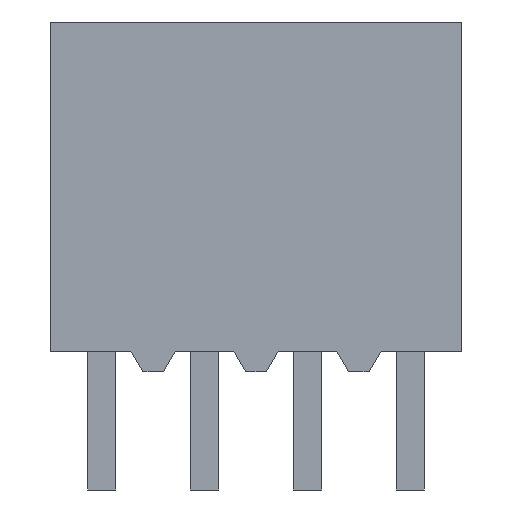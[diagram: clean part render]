
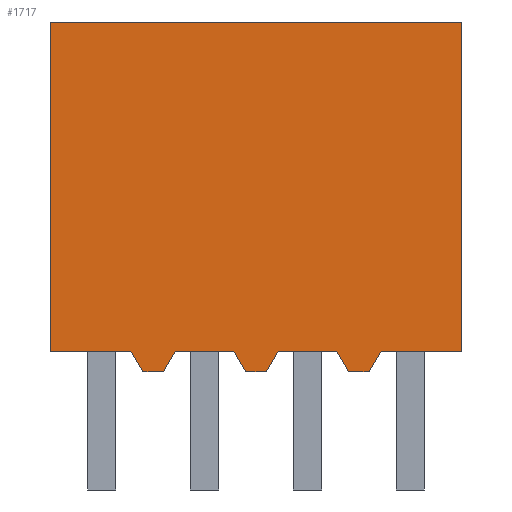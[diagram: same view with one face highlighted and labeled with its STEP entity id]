
A CAD part, front view. The second image highlights one B-rep face of the part: STEP entity #1717.
In plain terms, the highlighted planar face has unit normal (0, -1, 0).
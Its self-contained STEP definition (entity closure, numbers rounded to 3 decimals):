
#76=DIRECTION('',(-1.,0.,0.));
#77=VECTOR('',#76,10.16);
#78=CARTESIAN_POINT('',(5.08,-1.778,0.));
#79=LINE('',#78,#77);
#204=DIRECTION('',(-1.,0.,0.));
#205=VECTOR('',#204,1.993);
#206=CARTESIAN_POINT('',(5.08,-1.778,-8.128));
#207=LINE('',#206,#205);
#268=DIRECTION('',(-1.,0.,0.));
#269=VECTOR('',#268,1.993);
#270=CARTESIAN_POINT('',(-3.087,-1.778,-8.128));
#271=LINE('',#270,#269);
#284=DIRECTION('',(-1.,0.,0.));
#285=VECTOR('',#284,1.445);
#286=CARTESIAN_POINT('',(-0.547,-1.778,-8.128));
#287=LINE('',#286,#285);
#300=DIRECTION('',(-1.,0.,0.));
#301=VECTOR('',#300,1.445);
#302=CARTESIAN_POINT('',(1.993,-1.778,-8.128));
#303=LINE('',#302,#301);
#384=DIRECTION('',(0.5,0.,0.866));
#385=VECTOR('',#384,0.587);
#386=CARTESIAN_POINT('',(2.794,-1.778,-8.636));
#387=LINE('',#386,#385);
#388=DIRECTION('',(1.,0.,0.));
#389=VECTOR('',#388,0.508);
#390=CARTESIAN_POINT('',(2.286,-1.778,-8.636));
#391=LINE('',#390,#389);
#392=DIRECTION('',(0.5,0.,-0.866));
#393=VECTOR('',#392,0.587);
#394=CARTESIAN_POINT('',(1.993,-1.778,-8.128));
#395=LINE('',#394,#393);
#396=DIRECTION('',(0.5,0.,0.866));
#397=VECTOR('',#396,0.587);
#398=CARTESIAN_POINT('',(0.254,-1.778,-8.636));
#399=LINE('',#398,#397);
#400=DIRECTION('',(1.,0.,0.));
#401=VECTOR('',#400,0.508);
#402=CARTESIAN_POINT('',(-0.254,-1.778,-8.636));
#403=LINE('',#402,#401);
#404=DIRECTION('',(0.5,0.,-0.866));
#405=VECTOR('',#404,0.587);
#406=CARTESIAN_POINT('',(-0.547,-1.778,-8.128));
#407=LINE('',#406,#405);
#408=DIRECTION('',(0.5,0.,0.866));
#409=VECTOR('',#408,0.587);
#410=CARTESIAN_POINT('',(-2.286,-1.778,-8.636));
#411=LINE('',#410,#409);
#412=DIRECTION('',(1.,0.,0.));
#413=VECTOR('',#412,0.508);
#414=CARTESIAN_POINT('',(-2.794,-1.778,-8.636));
#415=LINE('',#414,#413);
#416=DIRECTION('',(0.5,0.,-0.866));
#417=VECTOR('',#416,0.587);
#418=CARTESIAN_POINT('',(-3.087,-1.778,-8.128));
#419=LINE('',#418,#417);
#420=DIRECTION('',(0.,0.,-1.));
#421=VECTOR('',#420,8.128);
#422=CARTESIAN_POINT('',(5.08,-1.778,0.));
#423=LINE('',#422,#421);
#472=DIRECTION('',(0.,0.,-1.));
#473=VECTOR('',#472,8.128);
#474=CARTESIAN_POINT('',(-5.08,-1.778,0.));
#475=LINE('',#474,#473);
#1113=CARTESIAN_POINT('',(5.08,-1.778,0.));
#1115=VERTEX_POINT('',#1113);
#1116=CARTESIAN_POINT('',(-5.08,-1.778,0.));
#1117=VERTEX_POINT('',#1116);
#1121=CARTESIAN_POINT('',(5.08,-1.778,-8.128));
#1123=VERTEX_POINT('',#1121);
#1124=CARTESIAN_POINT('',(-5.08,-1.778,-8.128));
#1126=VERTEX_POINT('',#1124);
#1160=CARTESIAN_POINT('',(-2.794,-1.778,-8.636));
#1161=CARTESIAN_POINT('',(-2.286,-1.778,-8.636));
#1162=VERTEX_POINT('',#1160);
#1163=VERTEX_POINT('',#1161);
#1168=CARTESIAN_POINT('',(-3.087,-1.778,-8.128));
#1169=VERTEX_POINT('',#1168);
#1170=CARTESIAN_POINT('',(-1.993,-1.778,-8.128));
#1171=VERTEX_POINT('',#1170);
#1264=CARTESIAN_POINT('',(-0.254,-1.778,-8.636));
#1265=CARTESIAN_POINT('',(0.254,-1.778,-8.636));
#1266=VERTEX_POINT('',#1264);
#1267=VERTEX_POINT('',#1265);
#1276=CARTESIAN_POINT('',(0.547,-1.778,-8.128));
#1277=VERTEX_POINT('',#1276);
#1278=CARTESIAN_POINT('',(-0.547,-1.778,-8.128));
#1279=VERTEX_POINT('',#1278);
#1416=CARTESIAN_POINT('',(2.286,-1.778,-8.636));
#1417=CARTESIAN_POINT('',(2.794,-1.778,-8.636));
#1418=VERTEX_POINT('',#1416);
#1419=VERTEX_POINT('',#1417);
#1428=CARTESIAN_POINT('',(3.087,-1.778,-8.128));
#1429=VERTEX_POINT('',#1428);
#1430=CARTESIAN_POINT('',(1.993,-1.778,-8.128));
#1431=VERTEX_POINT('',#1430);
#1685=CARTESIAN_POINT('',(5.08,-1.778,0.));
#1686=DIRECTION('',(0.,-1.,0.));
#1687=DIRECTION('',(-1.,0.,0.));
#1688=AXIS2_PLACEMENT_3D('',#1685,#1686,#1687);
#1689=PLANE('',#1688);
#1690=ORIENTED_EDGE('',*,*,#1566,.T.);
#1692=ORIENTED_EDGE('',*,*,#1691,.F.);
#1694=ORIENTED_EDGE('',*,*,#1693,.F.);
#1695=ORIENTED_EDGE('',*,*,#1677,.F.);
#1696=ORIENTED_EDGE('',*,*,#1609,.T.);
#1698=ORIENTED_EDGE('',*,*,#1697,.F.);
#1700=ORIENTED_EDGE('',*,*,#1699,.F.);
#1702=ORIENTED_EDGE('',*,*,#1701,.F.);
#1703=ORIENTED_EDGE('',*,*,#1601,.T.);
#1705=ORIENTED_EDGE('',*,*,#1704,.F.);
#1707=ORIENTED_EDGE('',*,*,#1706,.F.);
#1709=ORIENTED_EDGE('',*,*,#1708,.F.);
#1710=ORIENTED_EDGE('',*,*,#1593,.T.);
#1712=ORIENTED_EDGE('',*,*,#1711,.F.);
#1713=ORIENTED_EDGE('',*,*,#1455,.F.);
#1714=ORIENTED_EDGE('',*,*,#1514,.T.);
#1715=EDGE_LOOP('',(#1690,#1692,#1694,#1695,#1696,#1698,#1700,#1702,#1703,#1705,
#1707,#1709,#1710,#1712,#1713,#1714));
#1716=FACE_OUTER_BOUND('',#1715,.F.);
#1717=ADVANCED_FACE('',(#1716),#1689,.T.);
#1455=EDGE_CURVE('',#1115,#1117,#79,.T.);
#1514=EDGE_CURVE('',#1115,#1123,#423,.T.);
#1566=EDGE_CURVE('',#1123,#1429,#207,.T.);
#1593=EDGE_CURVE('',#1169,#1126,#271,.T.);
#1601=EDGE_CURVE('',#1279,#1171,#287,.T.);
#1609=EDGE_CURVE('',#1431,#1277,#303,.T.);
#1677=EDGE_CURVE('',#1431,#1418,#395,.T.);
#1691=EDGE_CURVE('',#1419,#1429,#387,.T.);
#1693=EDGE_CURVE('',#1418,#1419,#391,.T.);
#1697=EDGE_CURVE('',#1267,#1277,#399,.T.);
#1699=EDGE_CURVE('',#1266,#1267,#403,.T.);
#1701=EDGE_CURVE('',#1279,#1266,#407,.T.);
#1704=EDGE_CURVE('',#1163,#1171,#411,.T.);
#1706=EDGE_CURVE('',#1162,#1163,#415,.T.);
#1708=EDGE_CURVE('',#1169,#1162,#419,.T.);
#1711=EDGE_CURVE('',#1117,#1126,#475,.T.);
